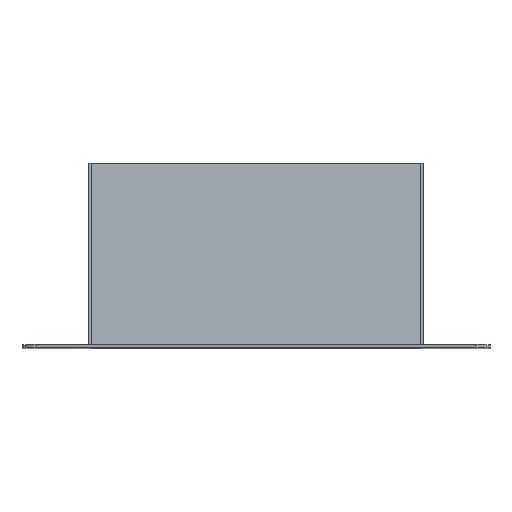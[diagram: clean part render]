
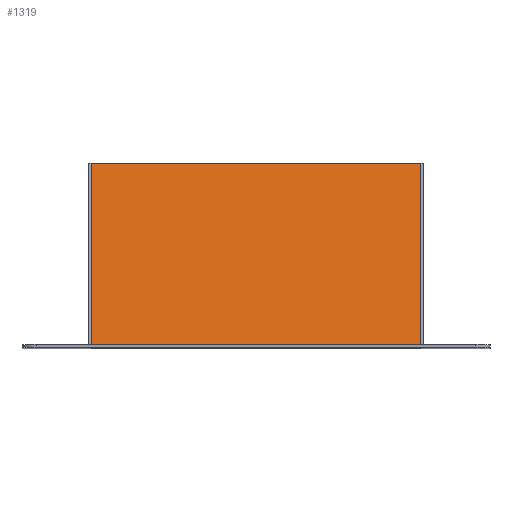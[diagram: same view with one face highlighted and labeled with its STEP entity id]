
A CAD part, top view. The second image highlights one B-rep face of the part: STEP entity #1319.
In plain terms, the highlighted planar face has unit normal (0, 0.891, 0.453).
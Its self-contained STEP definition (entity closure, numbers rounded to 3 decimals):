
#72 = PLANE('',#73);
#73 = AXIS2_PLACEMENT_3D('',#74,#75,#76);
#74 = CARTESIAN_POINT('',(5.,0.,274.));
#75 = DIRECTION('',(0.,1.,0.));
#76 = DIRECTION('',(0.,0.,1.));
#100 = PLANE('',#101);
#101 = AXIS2_PLACEMENT_3D('',#102,#103,#104);
#102 = CARTESIAN_POINT('',(23.,63.,125.));
#103 = DIRECTION('',(0.,-0.892,
    -0.453));
#104 = DIRECTION('',(0.,-0.453,0.892
    ));
#466 = VERTEX_POINT('',#467);
#467 = CARTESIAN_POINT('',(138.,0.,249.));
#481 = PLANE('',#482);
#482 = AXIS2_PLACEMENT_3D('',#483,#484,#485);
#483 = CARTESIAN_POINT('',(139.,63.,125.));
#484 = DIRECTION('',(0.,0.892,0.453)
  );
#485 = DIRECTION('',(0.,-0.453,0.892
    ));
#493 = EDGE_CURVE('',#494,#466,#496,.T.);
#494 = VERTEX_POINT('',#495);
#495 = CARTESIAN_POINT('',(24.,0.,249.));
#496 = SURFACE_CURVE('',#497,(#501,#508),.PCURVE_S1.);
#497 = LINE('',#498,#499);
#498 = CARTESIAN_POINT('',(24.,0.,249.));
#499 = VECTOR('',#500,1.);
#500 = DIRECTION('',(1.,0.,0.));
#501 = PCURVE('',#72,#502);
#502 = DEFINITIONAL_REPRESENTATION('',(#503),#507);
#503 = LINE('',#504,#505);
#504 = CARTESIAN_POINT('',(-25.,19.));
#505 = VECTOR('',#506,1.);
#506 = DIRECTION('',(0.,1.));
#507 = ( GEOMETRIC_REPRESENTATION_CONTEXT(2) 
PARAMETRIC_REPRESENTATION_CONTEXT() REPRESENTATION_CONTEXT('2D SPACE',''
  ) );
#508 = PCURVE('',#509,#514);
#509 = PLANE('',#510);
#510 = AXIS2_PLACEMENT_3D('',#511,#512,#513);
#511 = CARTESIAN_POINT('',(24.,63.,125.));
#512 = DIRECTION('',(0.,-0.892,
    -0.453));
#513 = DIRECTION('',(0.,-0.453,0.892
    ));
#514 = DEFINITIONAL_REPRESENTATION('',(#515),#519);
#515 = LINE('',#516,#517);
#516 = CARTESIAN_POINT('',(139.086,0.));
#517 = VECTOR('',#518,1.);
#518 = DIRECTION('',(0.,-1.));
#519 = ( GEOMETRIC_REPRESENTATION_CONTEXT(2) 
PARAMETRIC_REPRESENTATION_CONTEXT() REPRESENTATION_CONTEXT('2D SPACE',''
  ) );
#626 = VERTEX_POINT('',#627);
#627 = CARTESIAN_POINT('',(24.,63.,125.));
#641 = PLANE('',#642);
#642 = AXIS2_PLACEMENT_3D('',#643,#644,#645);
#643 = CARTESIAN_POINT('',(24.,63.,25.));
#644 = DIRECTION('',(0.,-1.,0.));
#645 = DIRECTION('',(0.,0.,1.));
#679 = EDGE_CURVE('',#626,#494,#680,.T.);
#680 = SURFACE_CURVE('',#681,(#685,#692),.PCURVE_S1.);
#681 = LINE('',#682,#683);
#682 = CARTESIAN_POINT('',(24.,63.,125.));
#683 = VECTOR('',#684,1.);
#684 = DIRECTION('',(0.,-0.453,0.892
    ));
#685 = PCURVE('',#100,#686);
#686 = DEFINITIONAL_REPRESENTATION('',(#687),#691);
#687 = LINE('',#688,#689);
#688 = CARTESIAN_POINT('',(0.,-1.));
#689 = VECTOR('',#690,1.);
#690 = DIRECTION('',(1.,0.));
#691 = ( GEOMETRIC_REPRESENTATION_CONTEXT(2) 
PARAMETRIC_REPRESENTATION_CONTEXT() REPRESENTATION_CONTEXT('2D SPACE',''
  ) );
#692 = PCURVE('',#509,#693);
#693 = DEFINITIONAL_REPRESENTATION('',(#694),#698);
#694 = LINE('',#695,#696);
#695 = CARTESIAN_POINT('',(0.,0.));
#696 = VECTOR('',#697,1.);
#697 = DIRECTION('',(1.,0.));
#698 = ( GEOMETRIC_REPRESENTATION_CONTEXT(2) 
PARAMETRIC_REPRESENTATION_CONTEXT() REPRESENTATION_CONTEXT('2D SPACE',''
  ) );
#1174 = VERTEX_POINT('',#1175);
#1175 = CARTESIAN_POINT('',(138.,63.,125.));
#1201 = EDGE_CURVE('',#1174,#466,#1202,.T.);
#1202 = SURFACE_CURVE('',#1203,(#1207,#1214),.PCURVE_S1.);
#1203 = LINE('',#1204,#1205);
#1204 = CARTESIAN_POINT('',(138.,63.,125.));
#1205 = VECTOR('',#1206,1.);
#1206 = DIRECTION('',(0.,-0.453,
    0.892));
#1207 = PCURVE('',#481,#1208);
#1208 = DEFINITIONAL_REPRESENTATION('',(#1209),#1213);
#1209 = LINE('',#1210,#1211);
#1210 = CARTESIAN_POINT('',(0.,-1.));
#1211 = VECTOR('',#1212,1.);
#1212 = DIRECTION('',(1.,0.));
#1213 = ( GEOMETRIC_REPRESENTATION_CONTEXT(2) 
PARAMETRIC_REPRESENTATION_CONTEXT() REPRESENTATION_CONTEXT('2D SPACE',''
  ) );
#1214 = PCURVE('',#509,#1215);
#1215 = DEFINITIONAL_REPRESENTATION('',(#1216),#1220);
#1216 = LINE('',#1217,#1218);
#1217 = CARTESIAN_POINT('',(0.,-114.));
#1218 = VECTOR('',#1219,1.);
#1219 = DIRECTION('',(1.,0.));
#1220 = ( GEOMETRIC_REPRESENTATION_CONTEXT(2) 
PARAMETRIC_REPRESENTATION_CONTEXT() REPRESENTATION_CONTEXT('2D SPACE',''
  ) );
#1319 = ADVANCED_FACE('',(#1320),#509,.F.);
#1320 = FACE_BOUND('',#1321,.F.);
#1321 = EDGE_LOOP('',(#1322,#1343,#1344,#1345));
#1322 = ORIENTED_EDGE('',*,*,#1323,.T.);
#1323 = EDGE_CURVE('',#626,#1174,#1324,.T.);
#1324 = SURFACE_CURVE('',#1325,(#1329,#1336),.PCURVE_S1.);
#1325 = LINE('',#1326,#1327);
#1326 = CARTESIAN_POINT('',(24.,63.,125.));
#1327 = VECTOR('',#1328,1.);
#1328 = DIRECTION('',(1.,0.,0.));
#1329 = PCURVE('',#509,#1330);
#1330 = DEFINITIONAL_REPRESENTATION('',(#1331),#1335);
#1331 = LINE('',#1332,#1333);
#1332 = CARTESIAN_POINT('',(0.,0.));
#1333 = VECTOR('',#1334,1.);
#1334 = DIRECTION('',(0.,-1.));
#1335 = ( GEOMETRIC_REPRESENTATION_CONTEXT(2) 
PARAMETRIC_REPRESENTATION_CONTEXT() REPRESENTATION_CONTEXT('2D SPACE',''
  ) );
#1336 = PCURVE('',#641,#1337);
#1337 = DEFINITIONAL_REPRESENTATION('',(#1338),#1342);
#1338 = LINE('',#1339,#1340);
#1339 = CARTESIAN_POINT('',(100.,0.));
#1340 = VECTOR('',#1341,1.);
#1341 = DIRECTION('',(0.,-1.));
#1342 = ( GEOMETRIC_REPRESENTATION_CONTEXT(2) 
PARAMETRIC_REPRESENTATION_CONTEXT() REPRESENTATION_CONTEXT('2D SPACE',''
  ) );
#1343 = ORIENTED_EDGE('',*,*,#1201,.T.);
#1344 = ORIENTED_EDGE('',*,*,#493,.F.);
#1345 = ORIENTED_EDGE('',*,*,#679,.F.);
